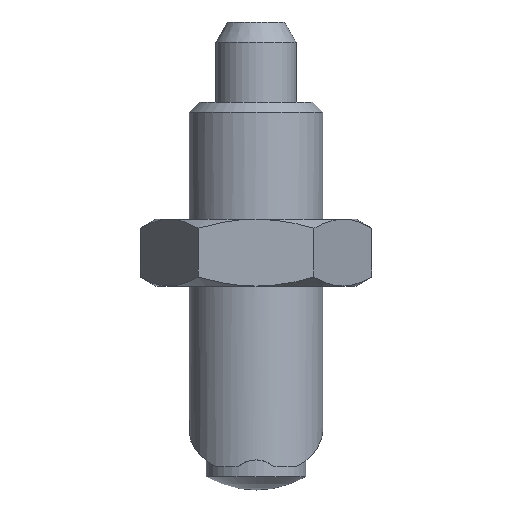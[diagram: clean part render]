
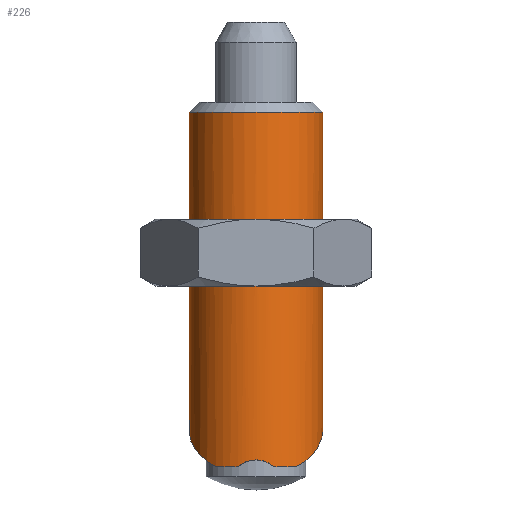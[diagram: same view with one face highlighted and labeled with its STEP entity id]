
A CAD part, left-side view. The second image highlights one B-rep face of the part: STEP entity #226.
In plain terms, the highlighted cylindrical face has radius 10 mm (diameter 20 mm), a full revolution.
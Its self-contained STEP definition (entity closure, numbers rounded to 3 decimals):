
#226 = ADVANCED_FACE( '', ( #443, #444 ), #445, .T. );
#443 = FACE_OUTER_BOUND( '', #661, .T. );
#444 = FACE_OUTER_BOUND( '', #662, .T. );
#445 = CYLINDRICAL_SURFACE( '', #663, 10. );
#661 = EDGE_LOOP( '', ( #1056 ) );
#662 = EDGE_LOOP( '', ( #1057, #1058, #1059, #1060, #1061, #1062 ) );
#663 = AXIS2_PLACEMENT_3D( '', #1063, #1064, #1065 );
#1056 = ORIENTED_EDGE( '', *, *, #1330, .F. );
#1057 = ORIENTED_EDGE( '', *, *, #1361, .T. );
#1058 = ORIENTED_EDGE( '', *, *, #1240, .T. );
#1059 = ORIENTED_EDGE( '', *, *, #1283, .T. );
#1060 = ORIENTED_EDGE( '', *, *, #1273, .F. );
#1061 = ORIENTED_EDGE( '', *, *, #1364, .F. );
#1062 = ORIENTED_EDGE( '', *, *, #1327, .F. );
#1063 = CARTESIAN_POINT( '', ( 0., 0., 0. ) );
#1064 = DIRECTION( '', ( 0., 1., 0. ) );
#1065 = DIRECTION( '', ( 0., 0., -1. ) );
#1240 = EDGE_CURVE( '', #1439, #1440, #1441, .T. );
#1273 = EDGE_CURVE( '', #1493, #1495, #1496, .T. );
#1283 = EDGE_CURVE( '', #1440, #1495, #1510, .T. );
#1327 = EDGE_CURVE( '', #1573, #1575, #1576, .T. );
#1330 = EDGE_CURVE( '', #1579, #1579, #1580, .T. );
#1361 = EDGE_CURVE( '', #1573, #1439, #1617, .T. );
#1364 = EDGE_CURVE( '', #1575, #1493, #1620, .T. );
#1439 = VERTEX_POINT( '', #1727 );
#1440 = VERTEX_POINT( '', #1728 );
#1441 = B_SPLINE_CURVE_WITH_KNOTS( '', 3, ( #1729, #1730, #1731, #1732, #1733, #1734, #1735, #1736, #1737, #1738, #1739, #1740, #1741, #1742, #1743, #1744, #1745, #1746 ), .UNSPECIFIED., .F., .F., ( 4, 2, 2, 2, 2, 2, 2, 2, 4 ), ( 0., 0.001, 0.001, 0.002, 0.003, 0.004, 0.004, 0.005, 0.006 ), .UNSPECIFIED. );
#1493 = VERTEX_POINT( '', #1844 );
#1495 = VERTEX_POINT( '', #1846 );
#1496 = ELLIPSE( '', #1847, 12.062, 10. );
#1510 = CIRCLE( '', #1895, 10. );
#1573 = VERTEX_POINT( '', #2008 );
#1575 = VERTEX_POINT( '', #2011 );
#1576 = ELLIPSE( '', #2012, 12.062, 10. );
#1579 = VERTEX_POINT( '', #2015 );
#1580 = CIRCLE( '', #2016, 10. );
#1617 = CIRCLE( '', #2097, 10. );
#1620 = B_SPLINE_CURVE_WITH_KNOTS( '', 3, ( #2100, #2101, #2102, #2103, #2104, #2105, #2106, #2107, #2108, #2109, #2110, #2111, #2112, #2113, #2114, #2115, #2116, #2117, #2118, #2119, #2120, #2121 ), .UNSPECIFIED., .F., .F., ( 4, 2, 2, 2, 2, 2, 2, 2, 2, 2, 4 ), ( 0.002, 0.003, 0.003, 0.004, 0.005, 0.006, 0.007, 0.007, 0.008, 0.009, 0.01 ), .UNSPECIFIED. );
#1727 = CARTESIAN_POINT( '', ( -9.644, 54.5, 2.646 ) );
#1728 = CARTESIAN_POINT( '', ( -9.644, 54.5, -2.646 ) );
#1729 = CARTESIAN_POINT( '', ( -9.644, 54.5, 2.646 ) );
#1730 = CARTESIAN_POINT( '', ( -9.693, 54.341, 2.466 ) );
#1731 = CARTESIAN_POINT( '', ( -9.74, 54.2, 2.274 ) );
#1732 = CARTESIAN_POINT( '', ( -9.826, 53.954, 1.866 ) );
#1733 = CARTESIAN_POINT( '', ( -9.866, 53.848, 1.649 ) );
#1734 = CARTESIAN_POINT( '', ( -9.931, 53.676, 1.197 ) );
#1735 = CARTESIAN_POINT( '', ( -9.956, 53.611, 0.965 ) );
#1736 = CARTESIAN_POINT( '', ( -9.991, 53.523, 0.491 ) );
#1737 = CARTESIAN_POINT( '', ( -10., 53.5, 0.246 ) );
#1738 = CARTESIAN_POINT( '', ( -10., 53.5, -0.241 ) );
#1739 = CARTESIAN_POINT( '', ( -9.991, 53.522, -0.482 ) );
#1740 = CARTESIAN_POINT( '', ( -9.957, 53.609, -0.958 ) );
#1741 = CARTESIAN_POINT( '', ( -9.931, 53.675, -1.195 ) );
#1742 = CARTESIAN_POINT( '', ( -9.866, 53.846, -1.644 ) );
#1743 = CARTESIAN_POINT( '', ( -9.828, 53.95, -1.86 ) );
#1744 = CARTESIAN_POINT( '', ( -9.741, 54.198, -2.271 ) );
#1745 = CARTESIAN_POINT( '', ( -9.693, 54.341, -2.466 ) );
#1746 = CARTESIAN_POINT( '', ( -9.644, 54.5, -2.646 ) );
#1844 = CARTESIAN_POINT( '', ( 9.441, 42.736, -3.298 ) );
#1846 = CARTESIAN_POINT( '', ( -8., 54.5, -6. ) );
#1847 = AXIS2_PLACEMENT_3D( '', #2284, #2285, #2286 );
#1895 = AXIS2_PLACEMENT_3D( '', #2300, #2301, #2302 );
#2008 = CARTESIAN_POINT( '', ( -8., 54.5, 6. ) );
#2011 = CARTESIAN_POINT( '', ( 9.441, 42.736, 3.298 ) );
#2012 = AXIS2_PLACEMENT_3D( '', #2344, #2345, #2346 );
#2015 = CARTESIAN_POINT( '', ( 0., 1.534, -10. ) );
#2016 = AXIS2_PLACEMENT_3D( '', #2350, #2351, #2352 );
#2097 = AXIS2_PLACEMENT_3D( '', #2374, #2375, #2376 );
#2100 = CARTESIAN_POINT( '', ( 9.441, 42.736, 3.298 ) );
#2101 = CARTESIAN_POINT( '', ( 9.472, 42.603, 3.207 ) );
#2102 = CARTESIAN_POINT( '', ( 9.506, 42.476, 3.107 ) );
#2103 = CARTESIAN_POINT( '', ( 9.572, 42.236, 2.895 ) );
#2104 = CARTESIAN_POINT( '', ( 9.606, 42.123, 2.783 ) );
#2105 = CARTESIAN_POINT( '', ( 9.704, 41.804, 2.426 ) );
#2106 = CARTESIAN_POINT( '', ( 9.769, 41.617, 2.158 ) );
#2107 = CARTESIAN_POINT( '', ( 9.877, 41.316, 1.59 ) );
#2108 = CARTESIAN_POINT( '', ( 9.922, 41.199, 1.288 ) );
#2109 = CARTESIAN_POINT( '', ( 9.984, 41.04, 0.651 ) );
#2110 = CARTESIAN_POINT( '', ( 10., 41., 0.329 ) );
#2111 = CARTESIAN_POINT( '', ( 10., 41., -0.161 ) );
#2112 = CARTESIAN_POINT( '', ( 9.996, 41.01, -0.326 ) );
#2113 = CARTESIAN_POINT( '', ( 9.98, 41.05, -0.652 ) );
#2114 = CARTESIAN_POINT( '', ( 9.968, 41.08, -0.812 ) );
#2115 = CARTESIAN_POINT( '', ( 9.922, 41.198, -1.284 ) );
#2116 = CARTESIAN_POINT( '', ( 9.877, 41.316, -1.592 ) );
#2117 = CARTESIAN_POINT( '', ( 9.768, 41.618, -2.161 ) );
#2118 = CARTESIAN_POINT( '', ( 9.705, 41.803, -2.425 ) );
#2119 = CARTESIAN_POINT( '', ( 9.572, 42.232, -2.906 ) );
#2120 = CARTESIAN_POINT( '', ( 9.504, 42.472, -3.116 ) );
#2121 = CARTESIAN_POINT( '', ( 9.441, 42.736, -3.298 ) );
#2284 = CARTESIAN_POINT( '', ( 0., 49.104, 0. ) );
#2285 = DIRECTION( '', ( 0.559, 0.829, 0. ) );
#2286 = DIRECTION( '', ( 0.829, -0.559, 0. ) );
#2300 = CARTESIAN_POINT( '', ( 0., 54.5, 0. ) );
#2301 = DIRECTION( '', ( 0., -1., 0. ) );
#2302 = DIRECTION( '', ( 0., 0., -1. ) );
#2344 = CARTESIAN_POINT( '', ( 0., 49.104, 0. ) );
#2345 = DIRECTION( '', ( 0.559, 0.829, 0. ) );
#2346 = DIRECTION( '', ( 0.829, -0.559, 0. ) );
#2350 = CARTESIAN_POINT( '', ( 0., 1.534, 0. ) );
#2351 = DIRECTION( '', ( 0., -1., 0. ) );
#2352 = DIRECTION( '', ( 0., 0., -1. ) );
#2374 = CARTESIAN_POINT( '', ( 0., 54.5, 0. ) );
#2375 = DIRECTION( '', ( 0., -1., 0. ) );
#2376 = DIRECTION( '', ( 0., 0., -1. ) );
